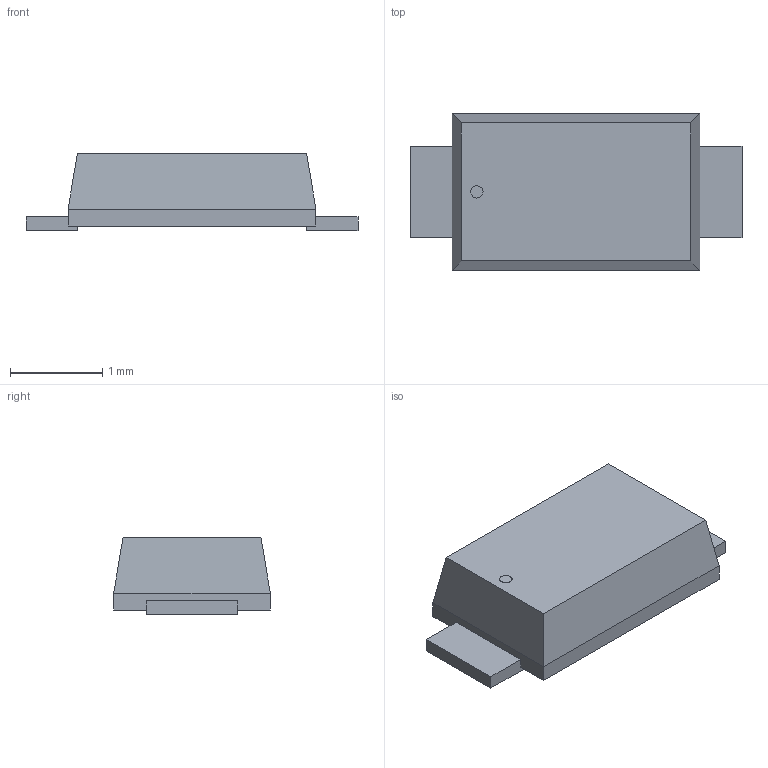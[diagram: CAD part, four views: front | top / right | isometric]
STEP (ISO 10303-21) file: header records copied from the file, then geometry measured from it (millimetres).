
FILE_DESCRIPTION(('STEP AP214'),'1');
FILE_NAME('Mini2-F3-B-M','2018-03-04T15:27:49',(''),(''),'','','');
FILE_SCHEMA(('AUTOMOTIVE_DESIGN'));
Length unit declared in the file: millimetre
Products named in the file (1): product
Bounding box: 3.61 x 1.7 x 0.84 mm (x, y, z)
Volume: 0 mm3; surface area: 18.2 mm2
Topology: 1 solids, 27 shells, 29 faces, 115 edges, 114 vertices
Faces by surface type: plane 28, cylinder 1
Full cylindrical faces by diameter (mm): 0.135 x1
Entity records: 1354 total; most frequent: CARTESIAN_POINT 259, VERTEX_POINT 226, DIRECTION 178, ORIENTED_EDGE 116, EDGE_CURVE 114, LINE 112, VECTOR 112, AXIS2_PLACEMENT_3D 33
